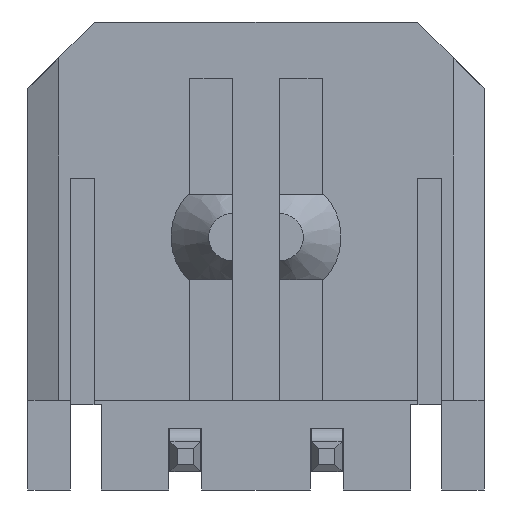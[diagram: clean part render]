
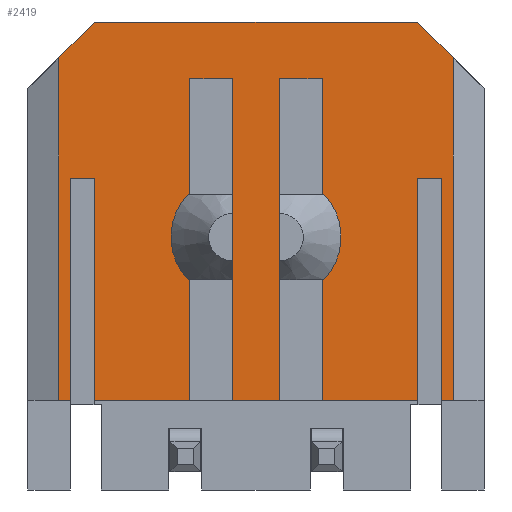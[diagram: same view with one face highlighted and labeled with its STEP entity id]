
A CAD part, front view. The second image highlights one B-rep face of the part: STEP entity #2419.
In plain terms, the highlighted planar face has unit normal (0, -1, 0).
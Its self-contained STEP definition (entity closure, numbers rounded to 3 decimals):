
#45=DIRECTION('',(0.,0.,1.));
#46=VECTOR('',#45,4.7);
#47=CARTESIAN_POINT('',(-3.425,0.55,-8.));
#48=LINE('',#47,#46);
#49=DIRECTION('',(-1.,0.,0.));
#50=VECTOR('',#49,0.5);
#51=CARTESIAN_POINT('',(-3.425,0.55,-3.3));
#52=LINE('',#51,#50);
#53=DIRECTION('',(0.,0.,1.));
#54=VECTOR('',#53,4.7);
#55=CARTESIAN_POINT('',(-3.925,0.55,-8.));
#56=LINE('',#55,#54);
#57=DIRECTION('',(0.707,0.,0.707));
#58=VECTOR('',#57,1.075);
#59=CARTESIAN_POINT('',(-4.175,0.55,-0.76));
#60=LINE('',#59,#58);
#61=DIRECTION('',(1.,0.,0.));
#62=VECTOR('',#61,6.83);
#63=CARTESIAN_POINT('',(-3.415,0.55,0.));
#64=LINE('',#63,#62);
#65=DIRECTION('',(-0.707,0.,0.707));
#66=VECTOR('',#65,1.075);
#67=CARTESIAN_POINT('',(4.175,0.55,-0.76));
#68=LINE('',#67,#66);
#69=DIRECTION('',(0.,0.,-1.));
#70=VECTOR('',#69,7.24);
#71=CARTESIAN_POINT('',(4.175,0.55,-0.76));
#72=LINE('',#71,#70);
#73=DIRECTION('',(0.,0.,1.));
#74=VECTOR('',#73,4.7);
#75=CARTESIAN_POINT('',(3.925,0.55,-8.));
#76=LINE('',#75,#74);
#77=DIRECTION('',(-1.,0.,0.));
#78=VECTOR('',#77,0.5);
#79=CARTESIAN_POINT('',(3.925,0.55,-3.3));
#80=LINE('',#79,#78);
#81=DIRECTION('',(0.,0.,1.));
#82=VECTOR('',#81,4.7);
#83=CARTESIAN_POINT('',(3.425,0.55,-8.));
#84=LINE('',#83,#82);
#85=DIRECTION('',(-1.,0.,0.));
#86=VECTOR('',#85,2.025);
#87=CARTESIAN_POINT('',(3.425,0.55,-8.));
#88=LINE('',#87,#86);
#89=DIRECTION('',(0.,0.,-1.));
#90=VECTOR('',#89,6.8);
#91=CARTESIAN_POINT('',(0.5,0.55,-1.2));
#92=LINE('',#91,#90);
#93=DIRECTION('',(-1.,0.,0.));
#94=VECTOR('',#93,1.);
#95=CARTESIAN_POINT('',(0.5,0.55,-8.));
#96=LINE('',#95,#94);
#97=DIRECTION('',(0.,0.,-1.));
#98=VECTOR('',#97,6.8);
#99=CARTESIAN_POINT('',(-1.4,0.55,-1.2));
#100=LINE('',#99,#98);
#101=DIRECTION('',(-1.,0.,0.));
#102=VECTOR('',#101,2.025);
#103=CARTESIAN_POINT('',(-1.4,0.55,-8.));
#104=LINE('',#103,#102);
#953=DIRECTION('',(-1.,0.,0.));
#954=VECTOR('',#953,0.25);
#955=CARTESIAN_POINT('',(4.175,0.55,-8.));
#956=LINE('',#955,#954);
#965=DIRECTION('',(-1.,0.,0.));
#966=VECTOR('',#965,0.25);
#967=CARTESIAN_POINT('',(-3.925,0.55,-8.));
#968=LINE('',#967,#966);
#1029=DIRECTION('',(0.,0.,-1.));
#1030=VECTOR('',#1029,7.24);
#1031=CARTESIAN_POINT('',(-4.175,0.55,-0.76));
#1032=LINE('',#1031,#1030);
#1160=DIRECTION('',(0.,0.,-1.));
#1161=VECTOR('',#1160,6.8);
#1162=CARTESIAN_POINT('',(-0.5,0.55,-1.2));
#1163=LINE('',#1162,#1161);
#1176=DIRECTION('',(-1.,0.,0.));
#1177=VECTOR('',#1176,0.9);
#1178=CARTESIAN_POINT('',(-0.5,0.55,-1.2));
#1179=LINE('',#1178,#1177);
#1180=DIRECTION('',(-1.,0.,0.));
#1181=VECTOR('',#1180,0.9);
#1182=CARTESIAN_POINT('',(1.4,0.55,-1.2));
#1183=LINE('',#1182,#1181);
#1263=DIRECTION('',(0.,0.,-1.));
#1264=VECTOR('',#1263,6.8);
#1265=CARTESIAN_POINT('',(1.4,0.55,-1.2));
#1266=LINE('',#1265,#1264);
#1797=CARTESIAN_POINT('',(-4.175,0.55,-8.));
#1798=VERTEX_POINT('',#1797);
#1799=CARTESIAN_POINT('',(4.175,0.55,-8.));
#1800=VERTEX_POINT('',#1799);
#1801=CARTESIAN_POINT('',(3.415,0.55,0.));
#1803=VERTEX_POINT('',#1801);
#1805=CARTESIAN_POINT('',(-3.415,0.55,0.));
#1807=VERTEX_POINT('',#1805);
#1813=CARTESIAN_POINT('',(4.175,0.55,-0.76));
#1814=VERTEX_POINT('',#1813);
#1815=CARTESIAN_POINT('',(-4.175,0.55,-0.76));
#1816=VERTEX_POINT('',#1815);
#1833=CARTESIAN_POINT('',(1.4,0.55,-1.2));
#1834=VERTEX_POINT('',#1833);
#1835=CARTESIAN_POINT('',(-0.5,0.55,-1.2));
#1836=VERTEX_POINT('',#1835);
#1837=CARTESIAN_POINT('',(0.5,0.55,-1.2));
#1838=VERTEX_POINT('',#1837);
#1839=CARTESIAN_POINT('',(-1.4,0.55,-1.2));
#1840=VERTEX_POINT('',#1839);
#1849=CARTESIAN_POINT('',(0.5,0.55,-8.));
#1850=CARTESIAN_POINT('',(-0.5,0.55,-8.));
#1851=VERTEX_POINT('',#1849);
#1852=VERTEX_POINT('',#1850);
#1853=CARTESIAN_POINT('',(1.4,0.55,-8.));
#1854=VERTEX_POINT('',#1853);
#1855=CARTESIAN_POINT('',(-1.4,0.55,-8.));
#1856=VERTEX_POINT('',#1855);
#1881=CARTESIAN_POINT('',(-3.425,0.55,-8.));
#1882=CARTESIAN_POINT('',(-3.425,0.55,-3.3));
#1883=VERTEX_POINT('',#1881);
#1884=VERTEX_POINT('',#1882);
#1885=CARTESIAN_POINT('',(-3.925,0.55,-3.3));
#1886=VERTEX_POINT('',#1885);
#1887=CARTESIAN_POINT('',(-3.925,0.55,-8.));
#1888=VERTEX_POINT('',#1887);
#1889=CARTESIAN_POINT('',(3.925,0.55,-8.));
#1890=CARTESIAN_POINT('',(3.925,0.55,-3.3));
#1891=VERTEX_POINT('',#1889);
#1892=VERTEX_POINT('',#1890);
#1893=CARTESIAN_POINT('',(3.425,0.55,-3.3));
#1894=VERTEX_POINT('',#1893);
#1895=CARTESIAN_POINT('',(3.425,0.55,-8.));
#1896=VERTEX_POINT('',#1895);
#2369=CARTESIAN_POINT('',(3.925,0.55,0.));
#2370=DIRECTION('',(0.,1.,0.));
#2371=DIRECTION('',(-1.,0.,0.));
#2372=AXIS2_PLACEMENT_3D('',#2369,#2370,#2371);
#2373=PLANE('',#2372);
#2375=ORIENTED_EDGE('',*,*,#2374,.T.);
#2377=ORIENTED_EDGE('',*,*,#2376,.T.);
#2379=ORIENTED_EDGE('',*,*,#2378,.F.);
#2381=ORIENTED_EDGE('',*,*,#2380,.T.);
#2383=ORIENTED_EDGE('',*,*,#2382,.F.);
#2385=ORIENTED_EDGE('',*,*,#2384,.T.);
#2386=ORIENTED_EDGE('',*,*,#2336,.T.);
#2388=ORIENTED_EDGE('',*,*,#2387,.F.);
#2390=ORIENTED_EDGE('',*,*,#2389,.T.);
#2392=ORIENTED_EDGE('',*,*,#2391,.T.);
#2394=ORIENTED_EDGE('',*,*,#2393,.T.);
#2396=ORIENTED_EDGE('',*,*,#2395,.T.);
#2398=ORIENTED_EDGE('',*,*,#2397,.F.);
#2400=ORIENTED_EDGE('',*,*,#2399,.T.);
#2402=ORIENTED_EDGE('',*,*,#2401,.F.);
#2404=ORIENTED_EDGE('',*,*,#2403,.T.);
#2406=ORIENTED_EDGE('',*,*,#2405,.T.);
#2408=ORIENTED_EDGE('',*,*,#2407,.T.);
#2410=ORIENTED_EDGE('',*,*,#2409,.F.);
#2412=ORIENTED_EDGE('',*,*,#2411,.T.);
#2414=ORIENTED_EDGE('',*,*,#2413,.T.);
#2416=ORIENTED_EDGE('',*,*,#2415,.T.);
#2417=EDGE_LOOP('',(#2375,#2377,#2379,#2381,#2383,#2385,#2386,#2388,#2390,#2392,
#2394,#2396,#2398,#2400,#2402,#2404,#2406,#2408,#2410,#2412,#2414,#2416));
#2418=FACE_OUTER_BOUND('',#2417,.F.);
#2336=EDGE_CURVE('',#1807,#1803,#64,.T.);
#2374=EDGE_CURVE('',#1883,#1884,#48,.T.);
#2376=EDGE_CURVE('',#1884,#1886,#52,.T.);
#2378=EDGE_CURVE('',#1888,#1886,#56,.T.);
#2380=EDGE_CURVE('',#1888,#1798,#968,.T.);
#2382=EDGE_CURVE('',#1816,#1798,#1032,.T.);
#2384=EDGE_CURVE('',#1816,#1807,#60,.T.);
#2387=EDGE_CURVE('',#1814,#1803,#68,.T.);
#2389=EDGE_CURVE('',#1814,#1800,#72,.T.);
#2391=EDGE_CURVE('',#1800,#1891,#956,.T.);
#2393=EDGE_CURVE('',#1891,#1892,#76,.T.);
#2395=EDGE_CURVE('',#1892,#1894,#80,.T.);
#2397=EDGE_CURVE('',#1896,#1894,#84,.T.);
#2399=EDGE_CURVE('',#1896,#1854,#88,.T.);
#2401=EDGE_CURVE('',#1834,#1854,#1266,.T.);
#2403=EDGE_CURVE('',#1834,#1838,#1183,.T.);
#2405=EDGE_CURVE('',#1838,#1851,#92,.T.);
#2407=EDGE_CURVE('',#1851,#1852,#96,.T.);
#2409=EDGE_CURVE('',#1836,#1852,#1163,.T.);
#2411=EDGE_CURVE('',#1836,#1840,#1179,.T.);
#2413=EDGE_CURVE('',#1840,#1856,#100,.T.);
#2415=EDGE_CURVE('',#1856,#1883,#104,.T.);
#2419=ADVANCED_FACE('',(#2418),#2373,.F.);
